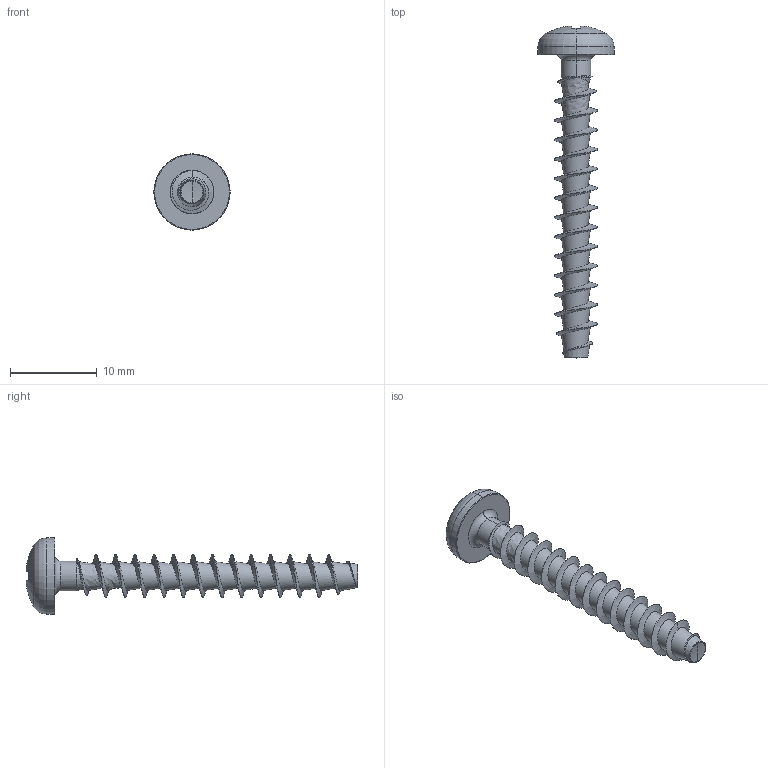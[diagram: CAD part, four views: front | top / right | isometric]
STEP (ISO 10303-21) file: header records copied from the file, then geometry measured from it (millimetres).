
FILE_DESCRIPTION (( 'STEP AP203' ), '1' );
FILE_NAME ('STP22A0500350.STEP', '2017-11-16T18:43:30', ( '' ), ( '' ), 'SwSTEP 2.0', 'SolidWorks 2015', '' );
FILE_SCHEMA (( 'CONFIG_CONTROL_DESIGN' ));
Length unit declared in the file: millimetre
Products named in the file (1): STP22A0500350
Bounding box: 8.8 x 38.34 x 8.8 mm (x, y, z)
Volume: 449 mm3; surface area: 813.6 mm2
Topology: 1 solids, 1 shells, 162 faces, 377 edges, 217 vertices
Faces by surface type: bspline 52, plane 30, torus 28, cylinder 25, sphere 20, cone 7
Entity records: 19980 total; most frequent: CARTESIAN_POINT 16599, ORIENTED_EDGE 750, DIRECTION 644, EDGE_CURVE 375, AXIS2_PLACEMENT_3D 288, VERTEX_POINT 217, CIRCLE 177, EDGE_LOOP 164
